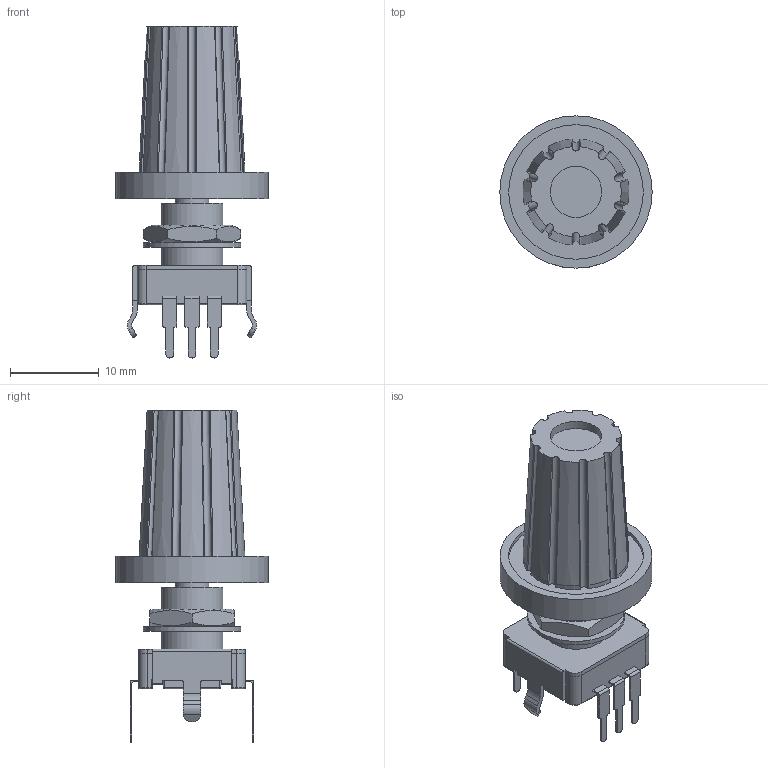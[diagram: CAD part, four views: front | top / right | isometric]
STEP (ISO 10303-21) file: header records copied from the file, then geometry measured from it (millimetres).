
FILE_DESCRIPTION((''),'2;1');
FILE_NAME('12mm Incremental Encoder - BOURNS PEC11S.stp','2011-12-23T11:34:05',('sdarley'),(''),'Autodesk Inventor 2011','Autodesk Inventor 2011','');
FILE_SCHEMA(('AUTOMOTIVE_DESIGN { 1 0 10303 214 1 1 1 1 }'));
Length unit declared in the file: millimetre
Products named in the file (9): 12mm Incremental Encoder - BOURNS PEC11S; 12mm Incremental Encoder Base; 12mm Incremental Encoder Pin; 12mm Incremental Encoder Anti-Rotation Plate; 12mm Incremental Encoder Threaded Tube; 12mm Incremental Encoder Washer; M7x0.75 Hex Nut; 12mm Incremental Encoder Shaft; 12mm Incremental Encoder Cap
Assembly tree (12 placements, depth 2):
  12mm Incremental Encoder - BOURNS PEC11S
    12mm Incremental Encoder Base
    12mm Incremental Encoder Pin  x5
    12mm Incremental Encoder Anti-Rotation Plate
    12mm Incremental Encoder Threaded Tube
    12mm Incremental Encoder Washer
    M7x0.75 Hex Nut
    12mm Incremental Encoder Shaft
    12mm Incremental Encoder Cap
Bounding box: 17.2 x 17.2 x 37.5 mm (x, y, z)
Volume: 3035.1 mm3; surface area: 3803.9 mm2
Topology: 12 solids, 12 shells, 326 faces, 839 edges, 535 vertices
Faces by surface type: plane 142, cylinder 131, bspline 20, cone 13, torus 12, sphere 8
Full cylindrical faces by diameter (mm): 3.8 x1, 4 x1, 5.8 x1, 6 x1, 6.5 x1, 6.8 x1, 7 x1, 7.1 x1, 11 x1, 15.2 x1, 17.2 x1
Entity records: 8833 total; most frequent: CARTESIAN_POINT 2604, DIRECTION 1248, ORIENTED_EDGE 1248, EDGE_CURVE 624, AXIS2_PLACEMENT_3D 487, VERTEX_POINT 405, EDGE_LOOP 279, VECTOR 274
